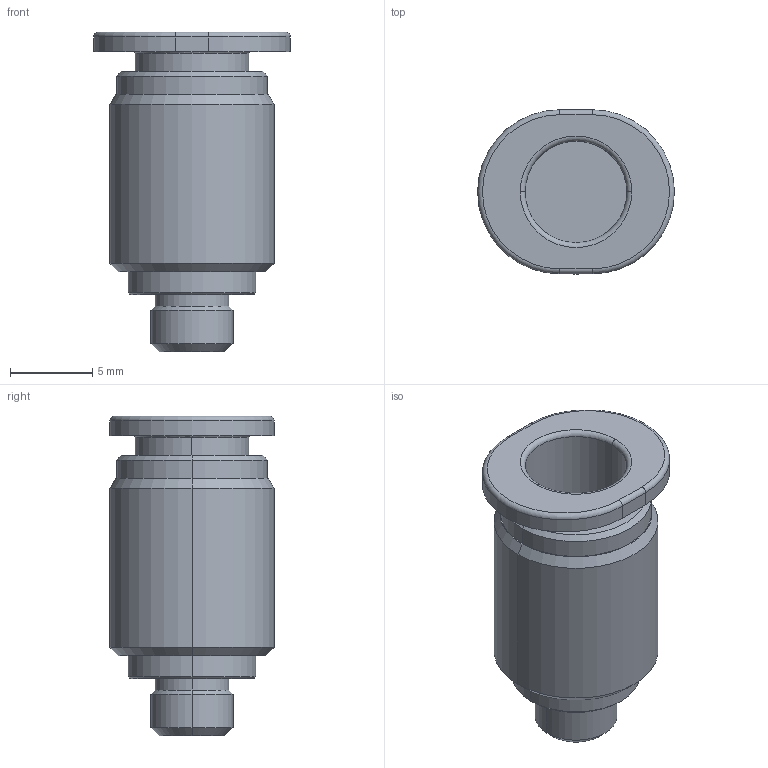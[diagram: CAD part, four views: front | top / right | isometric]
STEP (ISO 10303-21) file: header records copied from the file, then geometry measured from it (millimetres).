
FILE_DESCRIPTION((''),'2;1');
FILE_NAME('POC06M5C-mdt.stp','2017-07-24T15:08:12',(''),(''),'Mechanical Desktop 2009','Mechanical Desktop 2009',', , ');
FILE_SCHEMA(('CONFIG_CONTROL_DESIGN'));
Length unit declared in the file: millimetre
Products named in the file (3): POC06M5C-MDTA; POC06M5C-MDT; COLLAR-C06C
Assembly tree (3 placements, depth 2):
  POC06M5C-MDTA
    POC06M5C-MDT
    COLLAR-C06C  x2
Bounding box: 12 x 10 x 19.5 mm (x, y, z)
Volume: 806.9 mm3; surface area: 1063.2 mm2
Topology: 1 solids, 1 shells, 51 faces, 102 edges, 60 vertices
Faces by surface type: cylinder 20, cone 12, plane 11, bspline 4, torus 4
Entity records: 1619 total; most frequent: CARTESIAN_POINT 393, DIRECTION 268, ORIENTED_EDGE 204, AXIS2_PLACEMENT_3D 115, EDGE_CURVE 102, CIRCLE 64, VERTEX_POINT 60, EDGE_LOOP 58
